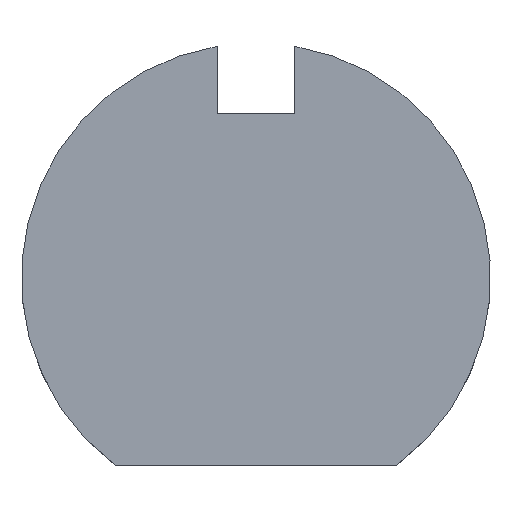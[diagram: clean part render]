
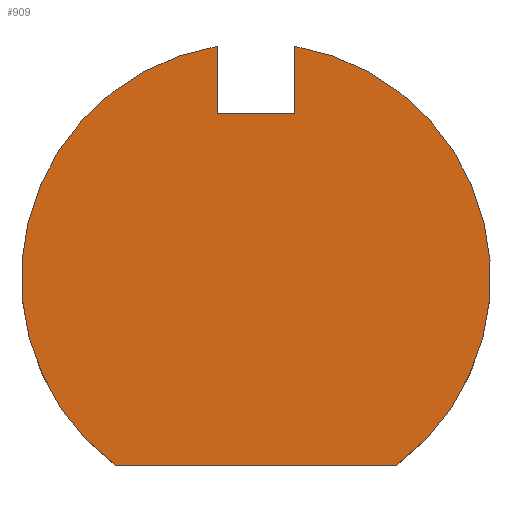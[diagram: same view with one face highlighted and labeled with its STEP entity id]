
A CAD part, top view. The second image highlights one B-rep face of the part: STEP entity #909.
In plain terms, the highlighted planar face has unit normal (0, 0, 1).
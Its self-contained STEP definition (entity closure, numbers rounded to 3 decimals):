
#694=CARTESIAN_POINT('',(14.732,87.671,2601.468));
#695=VERTEX_POINT('',#694);
#696=CARTESIAN_POINT('',(53.34,-71.12,2601.468));
#697=VERTEX_POINT('',#696);
#698=CARTESIAN_POINT('',(0.0,0.0,2601.468));
#699=DIRECTION('',(0.0,0.0,-1.0));
#700=DIRECTION('',(0.972,0.236,0.0));
#701=AXIS2_PLACEMENT_3D('',#698,#699,#700);
#702=CIRCLE('',#701,88.9);
#703=EDGE_CURVE('',#695,#697,#702,.T.);
#736=CARTESIAN_POINT('',(-53.34,-71.12,2601.468));
#737=VERTEX_POINT('',#736);
#738=CARTESIAN_POINT('',(53.34,-71.12,2601.468));
#739=DIRECTION('',(-1.0,0.0,0.0));
#740=VECTOR('',#739,106.68);
#741=LINE('',#738,#740);
#742=EDGE_CURVE('',#697,#737,#741,.T.);
#767=CARTESIAN_POINT('',(-14.732,87.671,2601.468));
#768=VERTEX_POINT('',#767);
#769=CARTESIAN_POINT('',(0.0,0.0,2601.468));
#770=DIRECTION('',(0.0,0.0,-1.0));
#771=DIRECTION('',(-0.972,0.236,0.0));
#772=AXIS2_PLACEMENT_3D('',#769,#770,#771);
#773=CIRCLE('',#772,88.9);
#774=EDGE_CURVE('',#737,#768,#773,.T.);
#800=CARTESIAN_POINT('',(-14.732,62.23,2601.468));
#801=VERTEX_POINT('',#800);
#802=CARTESIAN_POINT('',(-14.732,87.671,2601.468));
#803=DIRECTION('',(0.0,-1.0,0.0));
#804=VECTOR('',#803,25.441);
#805=LINE('',#802,#804);
#806=EDGE_CURVE('',#768,#801,#805,.T.);
#831=CARTESIAN_POINT('',(14.732,62.23,2601.468));
#832=VERTEX_POINT('',#831);
#833=CARTESIAN_POINT('',(-14.732,62.23,2601.468));
#834=DIRECTION('',(1.0,0.0,0.0));
#835=VECTOR('',#834,29.464);
#836=LINE('',#833,#835);
#837=EDGE_CURVE('',#801,#832,#836,.T.);
#862=CARTESIAN_POINT('',(14.732,62.23,2601.468));
#863=DIRECTION('',(0.0,1.0,0.0));
#864=VECTOR('',#863,25.441);
#865=LINE('',#862,#864);
#866=EDGE_CURVE('',#832,#695,#865,.T.);
#896=CARTESIAN_POINT('',(14.732,87.671,2601.468));
#897=DIRECTION('',(0.0,0.0,1.0));
#898=DIRECTION('',(1.0,0.0,0.0));
#899=AXIS2_PLACEMENT_3D('',#896,#897,#898);
#900=PLANE('',#899);
#901=ORIENTED_EDGE('',*,*,#703,.F.);
#902=ORIENTED_EDGE('',*,*,#866,.F.);
#903=ORIENTED_EDGE('',*,*,#837,.F.);
#904=ORIENTED_EDGE('',*,*,#806,.F.);
#905=ORIENTED_EDGE('',*,*,#774,.F.);
#906=ORIENTED_EDGE('',*,*,#742,.F.);
#907=EDGE_LOOP('',(#901,#902,#903,#904,#905,#906));
#908=FACE_OUTER_BOUND('',#907,.T.);
#909=ADVANCED_FACE('',(#908),#900,.T.);
